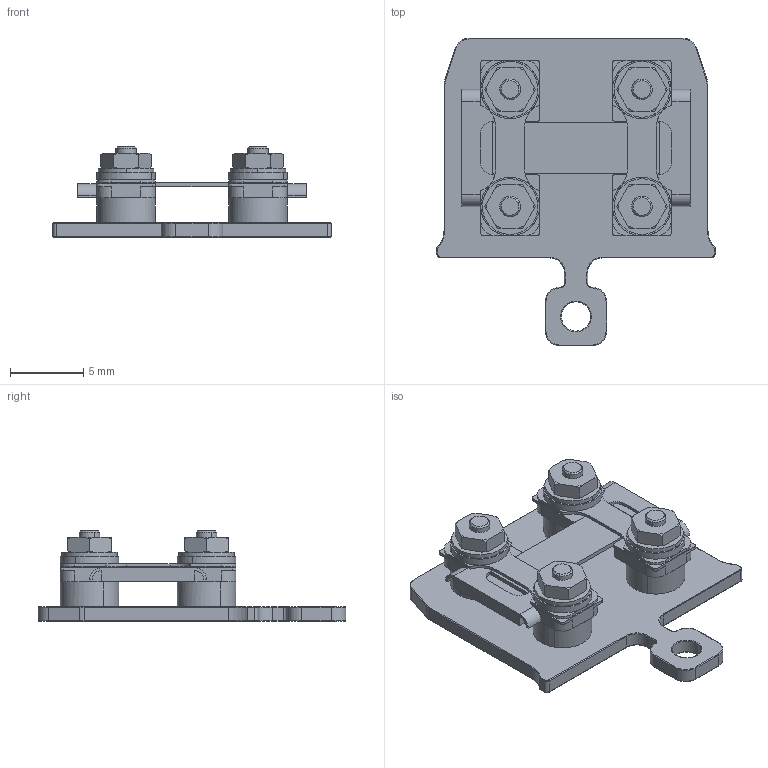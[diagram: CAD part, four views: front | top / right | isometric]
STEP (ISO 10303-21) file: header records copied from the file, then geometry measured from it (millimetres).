
FILE_DESCRIPTION(('Confidential','CAx-IF Rec.Pracs.--- Model Styling and Organization---1.2---2011-12-15'),'2;1');
FILE_NAME('SHOMDC.stp','2024-01-17T14:50:55+00:00',('none'),('Ferrovac AG'),'CATIA Version 5 Release 21 SP 6 (IN-10)','CATIA V5 STEP AP214','PROPERTY OF FERROVAC AG');
FILE_SCHEMA(('AUTOMOTIVE_DESIGN { 1 0 10303 214 1 1 1 1 }'));
Length unit declared in the file: millimetre
Products named in the file (1): SHOMDC
Bounding box: 19 x 21 x 6.18 mm (x, y, z)
Volume: 550.1 mm3; surface area: 1413.9 mm2
Topology: 1 solids, 1 shells, 552 faces, 1396 edges, 880 vertices
Faces by surface type: cylinder 222, plane 208, cone 84, torus 38
Entity records: 16782 total; most frequent: CARTESIAN_POINT 4438, ORIENTED_EDGE 2792, DIRECTION 2048, EDGE_CURVE 1396, AXIS2_PLACEMENT_3D 933, VERTEX_POINT 880, VECTOR 666, LINE 666
